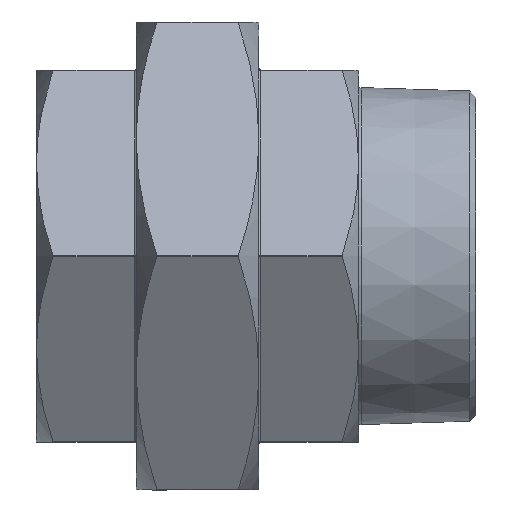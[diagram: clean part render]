
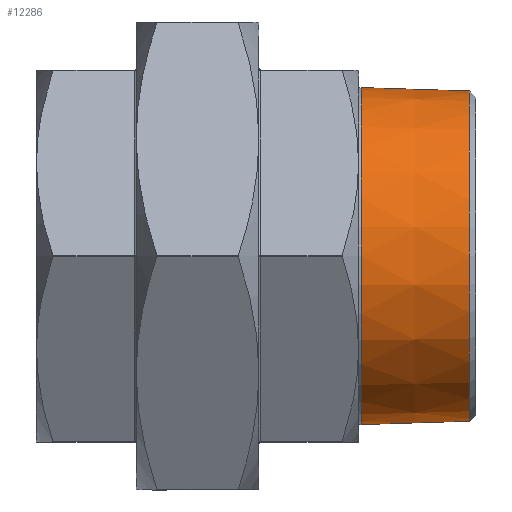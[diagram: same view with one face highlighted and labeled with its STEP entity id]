
A CAD part, front view. The second image highlights one B-rep face of the part: STEP entity #12286.
In plain terms, the highlighted conical face has half-angle 1.79 degrees and reference radius 43.942 mm.
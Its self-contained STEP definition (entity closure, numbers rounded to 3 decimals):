
#711 = FACE_BOUND ( 'NONE', #14348, .T. ) ;
#733 = DIRECTION ( 'NONE',  ( 0., 0., 1. ) ) ;
#736 = FACE_OUTER_BOUND ( 'NONE', #14402, .T. ) ;
#757 = DIRECTION ( 'NONE',  ( -1., 0., 0. ) ) ;
#769 = CARTESIAN_POINT ( 'NONE',  ( 42.7, 0., 0. ) ) ;
#6517 = ORIENTED_EDGE ( 'NONE', *, *, #12584, .F. ) ;
#6543 = ORIENTED_EDGE ( 'NONE', *, *, #12593, .T. ) ;
#6702 = DIRECTION ( 'NONE',  ( -1., 0., 0. ) ) ;
#6705 = CARTESIAN_POINT ( 'NONE',  ( 42.7, 0., 0. ) ) ;
#6731 = DIRECTION ( 'NONE',  ( 0., 0., 1. ) ) ;
#6752 = DIRECTION ( 'NONE',  ( -1., 0., 0. ) ) ;
#6765 = CARTESIAN_POINT ( 'NONE',  ( 70.915, 0., 0. ) ) ;
#6787 = DIRECTION ( 'NONE',  ( 0., 0., 1. ) ) ;
#8013 = CIRCLE ( 'NONE', #8019, 43.06 ) ;
#8019 = AXIS2_PLACEMENT_3D ( 'NONE', #6765, #6752, #6787 ) ;
#8032 = AXIS2_PLACEMENT_3D ( 'NONE', #6705, #6702, #6731 ) ;
#8041 = CIRCLE ( 'NONE', #8032, 43.942 ) ;
#12160 = VERTEX_POINT ( 'NONE', #12209 ) ;
#12165 = VERTEX_POINT ( 'NONE', #12166 ) ;
#12166 = CARTESIAN_POINT ( 'NONE',  ( 70.915, 0., 43.06 ) ) ;
#12209 = CARTESIAN_POINT ( 'NONE',  ( 42.7, 0., 43.942 ) ) ;
#12286 = ADVANCED_FACE ( 'NONE', ( #711, #736 ), #13864, .T. ) ;
#12584 = EDGE_CURVE ( 'NONE', #12160, #12160, #8041, .T. ) ;
#12593 = EDGE_CURVE ( 'NONE', #12165, #12165, #8013, .T. ) ;
#13864 = CONICAL_SURFACE ( 'NONE', #13877, 43.942, 0.031 ) ;
#13877 = AXIS2_PLACEMENT_3D ( 'NONE', #769, #757, #733 ) ;
#14348 = EDGE_LOOP ( 'NONE', ( #6543 ) ) ;
#14402 = EDGE_LOOP ( 'NONE', ( #6517 ) ) ;
